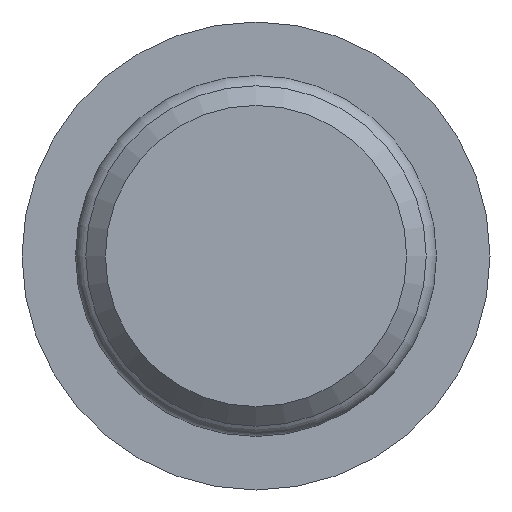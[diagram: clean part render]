
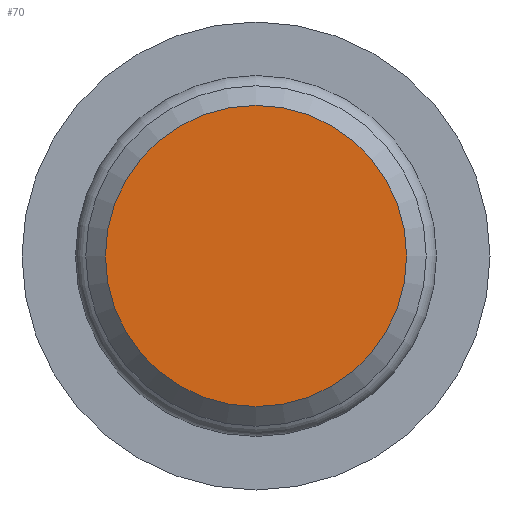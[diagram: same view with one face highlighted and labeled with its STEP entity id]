
A CAD part, front view. The second image highlights one B-rep face of the part: STEP entity #70.
In plain terms, the highlighted planar face has unit normal (0, -1, 0).
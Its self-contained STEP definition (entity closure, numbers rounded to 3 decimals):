
#70 = ADVANCED_FACE( '', ( #151 ), #152, .F. );
#151 = FACE_OUTER_BOUND( '', #240, .T. );
#152 = PLANE( '', #241 );
#240 = EDGE_LOOP( '', ( #362 ) );
#241 = AXIS2_PLACEMENT_3D( '', #363, #364, #365 );
#362 = ORIENTED_EDGE( '', *, *, #485, .T. );
#363 = CARTESIAN_POINT( '', ( 7.08, -10., 0. ) );
#364 = DIRECTION( '', ( 0., 1., 0. ) );
#365 = DIRECTION( '', ( 0., 0., 1. ) );
#485 = EDGE_CURVE( '', #560, #560, #561, .T. );
#560 = VERTEX_POINT( '', #703 );
#561 = CIRCLE( '', #704, 7.08 );
#703 = CARTESIAN_POINT( '', ( 0., -10., -7.08 ) );
#704 = AXIS2_PLACEMENT_3D( '', #788, #789, #790 );
#788 = CARTESIAN_POINT( '', ( 0., -10., 0. ) );
#789 = DIRECTION( '', ( 0., -1., 0. ) );
#790 = DIRECTION( '', ( 0., 0., -1. ) );
